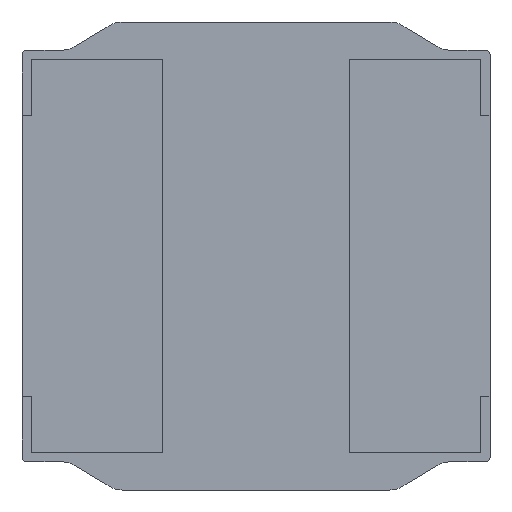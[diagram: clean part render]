
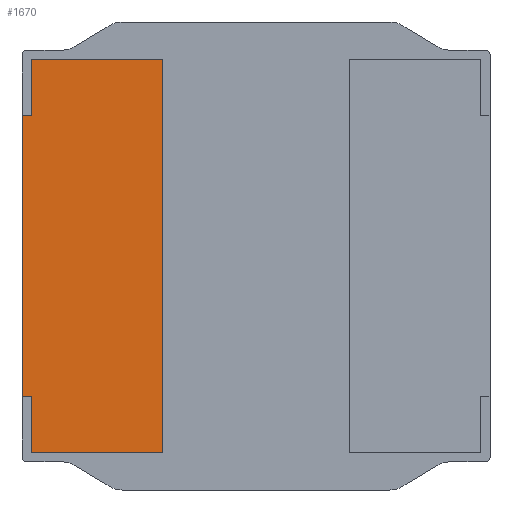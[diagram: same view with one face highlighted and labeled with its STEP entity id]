
A CAD part, front view. The second image highlights one B-rep face of the part: STEP entity #1670.
In plain terms, the highlighted planar face has unit normal (0, -1, 0).
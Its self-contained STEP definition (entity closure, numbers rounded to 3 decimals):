
#137=FACE_OUTER_BOUND('',#228,.T.);
#228=EDGE_LOOP('',(#1138,#1139,#1140,#1141,#1142,#1143,#1144,#1145));
#313=LINE('',#2478,#506);
#317=LINE('',#2487,#510);
#320=LINE('',#2491,#513);
#323=LINE('',#2499,#516);
#326=LINE('',#2503,#519);
#329=LINE('',#2509,#522);
#332=LINE('',#2515,#525);
#334=LINE('',#2518,#527);
#506=VECTOR('',#1976,10.);
#510=VECTOR('',#1982,10.);
#513=VECTOR('',#1987,10.);
#516=VECTOR('',#1992,10.);
#519=VECTOR('',#1997,10.);
#522=VECTOR('',#2002,10.);
#525=VECTOR('',#2007,10.);
#527=VECTOR('',#2011,10.);
#699=VERTEX_POINT('',#2475);
#700=VERTEX_POINT('',#2477);
#703=VERTEX_POINT('',#2484);
#704=VERTEX_POINT('',#2486);
#707=VERTEX_POINT('',#2496);
#708=VERTEX_POINT('',#2498);
#710=VERTEX_POINT('',#2507);
#712=VERTEX_POINT('',#2513);
#863=EDGE_CURVE('',#700,#699,#313,.T.);
#867=EDGE_CURVE('',#704,#703,#317,.T.);
#870=EDGE_CURVE('',#699,#704,#320,.T.);
#873=EDGE_CURVE('',#707,#708,#323,.T.);
#876=EDGE_CURVE('',#707,#700,#326,.T.);
#879=EDGE_CURVE('',#710,#703,#329,.T.);
#882=EDGE_CURVE('',#712,#710,#332,.T.);
#884=EDGE_CURVE('',#708,#712,#334,.T.);
#1138=ORIENTED_EDGE('',*,*,#884,.F.);
#1139=ORIENTED_EDGE('',*,*,#873,.F.);
#1140=ORIENTED_EDGE('',*,*,#876,.T.);
#1141=ORIENTED_EDGE('',*,*,#863,.T.);
#1142=ORIENTED_EDGE('',*,*,#870,.T.);
#1143=ORIENTED_EDGE('',*,*,#867,.T.);
#1144=ORIENTED_EDGE('',*,*,#879,.F.);
#1145=ORIENTED_EDGE('',*,*,#882,.F.);
#1604=PLANE('',#1824);
#1670=ADVANCED_FACE('',(#137),#1604,.F.);
#1824=AXIS2_PLACEMENT_3D('',#2519,#2012,#2013);
#1976=DIRECTION('',(1.,0.,0.));
#1982=DIRECTION('',(1.,0.,0.));
#1987=DIRECTION('',(0.,0.,-1.));
#1992=DIRECTION('',(1.,0.,0.));
#1997=DIRECTION('',(0.,0.,-1.));
#2002=DIRECTION('',(0.,0.,-1.));
#2007=DIRECTION('',(1.,0.,0.));
#2011=DIRECTION('',(0.,0.,1.));
#2012=DIRECTION('center_axis',(0.,1.,0.));
#2013=DIRECTION('ref_axis',(0.,0.,1.));
#2475=CARTESIAN_POINT('',(0.1,0.,1.));
#2477=CARTESIAN_POINT('',(0.,0.,1.));
#2478=CARTESIAN_POINT('',(0.2,0.,1.));
#2484=CARTESIAN_POINT('',(1.5,0.,0.4));
#2486=CARTESIAN_POINT('',(0.1,0.,0.4));
#2487=CARTESIAN_POINT('',(0.1,0.,0.4));
#2491=CARTESIAN_POINT('',(0.1,0.,2.5));
#2496=CARTESIAN_POINT('',(0.,0.,4.));
#2498=CARTESIAN_POINT('',(0.1,0.,4.));
#2499=CARTESIAN_POINT('',(0.2,0.,4.));
#2503=CARTESIAN_POINT('',(0.,0.,0.9));
#2507=CARTESIAN_POINT('',(1.5,0.,4.6));
#2509=CARTESIAN_POINT('',(1.5,0.,4.6));
#2513=CARTESIAN_POINT('',(0.1,0.,4.6));
#2515=CARTESIAN_POINT('',(0.1,0.,4.6));
#2518=CARTESIAN_POINT('',(0.1,0.,2.5));
#2519=CARTESIAN_POINT('Origin',(0.75,0.,3.55));
